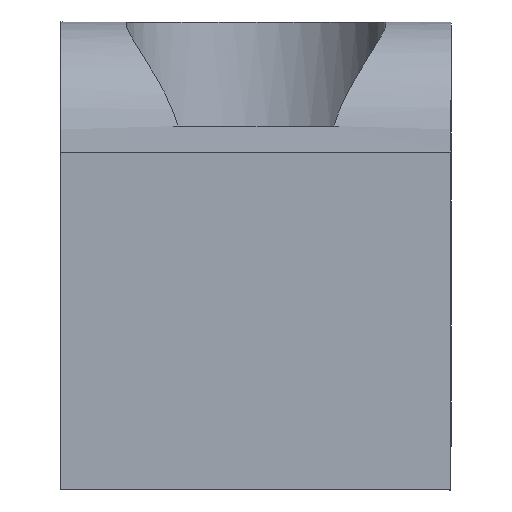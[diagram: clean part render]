
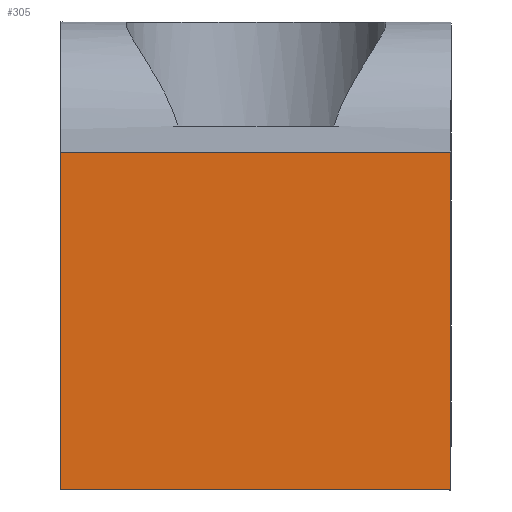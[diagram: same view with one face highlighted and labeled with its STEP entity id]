
A CAD part, front view. The second image highlights one B-rep face of the part: STEP entity #305.
In plain terms, the highlighted planar face has unit normal (0, -1, 0).
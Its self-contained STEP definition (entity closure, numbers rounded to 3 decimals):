
#27=PLANE('',#349);
#38=LINE('',#537,#62);
#43=LINE('',#549,#67);
#46=LINE('',#557,#70);
#48=LINE('',#561,#72);
#62=VECTOR('',#387,10.);
#67=VECTOR('',#400,10.);
#70=VECTOR('',#409,10.);
#72=VECTOR('',#415,10.);
#90=FACE_OUTER_BOUND('',#110,.T.);
#110=EDGE_LOOP('',(#276,#277,#278,#279));
#149=VERTEX_POINT('',#534);
#150=VERTEX_POINT('',#536);
#153=VERTEX_POINT('',#547);
#155=VERTEX_POINT('',#555);
#179=EDGE_CURVE('',#150,#149,#38,.T.);
#186=EDGE_CURVE('',#153,#149,#43,.T.);
#191=EDGE_CURVE('',#155,#153,#46,.T.);
#194=EDGE_CURVE('',#155,#150,#48,.T.);
#276=ORIENTED_EDGE('',*,*,#179,.T.);
#277=ORIENTED_EDGE('',*,*,#186,.F.);
#278=ORIENTED_EDGE('',*,*,#191,.F.);
#279=ORIENTED_EDGE('',*,*,#194,.T.);
#305=ADVANCED_FACE('',(#90),#27,.T.);
#349=AXIS2_PLACEMENT_3D('',#574,#433,#434);
#387=DIRECTION('',(1.,0.,0.));
#400=DIRECTION('',(0.,0.,-1.));
#409=DIRECTION('',(1.,0.,0.));
#415=DIRECTION('',(0.,0.,-1.));
#433=DIRECTION('center_axis',(0.,-1.,0.));
#434=DIRECTION('ref_axis',(0.,0.,
-1.));
#534=CARTESIAN_POINT('',(299.56,-31.55,-20.099));
#536=CARTESIAN_POINT('',(284.56,-31.55,-20.099));
#537=CARTESIAN_POINT('',(284.56,-31.55,-20.099));
#547=CARTESIAN_POINT('',(299.56,-31.55,-7.099));
#549=CARTESIAN_POINT('',(299.56,-31.55,-2.099));
#555=CARTESIAN_POINT('',(284.56,-31.55,-7.099));
#557=CARTESIAN_POINT('',(284.56,-31.55,-7.099));
#561=CARTESIAN_POINT('',(284.56,-31.55,-2.099));
#574=CARTESIAN_POINT('Origin',(284.56,-31.55,-2.099));
